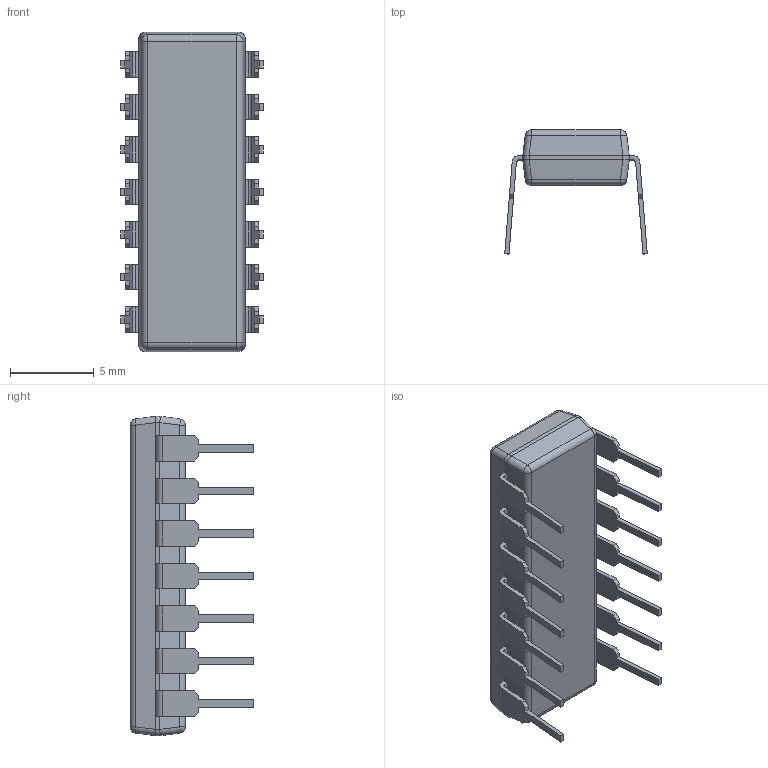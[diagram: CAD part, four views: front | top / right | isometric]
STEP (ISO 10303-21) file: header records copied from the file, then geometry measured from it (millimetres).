
FILE_DESCRIPTION((''),'2;1');
FILE_NAME('N14A_ASM','2012-02-09T',('CKXSSC'),(''),'PRO/ENGINEER BY PARAMETRIC TECHNOLOGY CORPORATION, 2011220','PRO/ENGINEER BY PARAMETRIC TECHNOLOGY CORPORATION, 2011220','');
FILE_SCHEMA(('AUTOMOTIVE_DESIGN_CC2 { 1 2 10303 214 -1 1 5 2 }'));
Length unit declared in the file: inch
Products named in the file (3): BODY_N14A; LEAD_N14A; N14A_ASM
Assembly tree (15 placements, depth 2):
  N14A_ASM
    BODY_N14A
    LEAD_N14A  x14
Bounding box: 8.51 x 7.39 x 19.05 mm (x, y, z)
Volume: 402.1 mm3; surface area: 590.8 mm2
Topology: 15 solids, 15 shells, 273 faces, 703 edges, 459 vertices
Faces by surface type: plane 211, cylinder 52, sphere 10
Entity records: 2609 total; most frequent: CARTESIAN_POINT 467, DIRECTION 329, ORIENTED_EDGE 310, PRESENTATION_STYLE_ASSIGNMENT 157, STYLED_ITEM 157, CURVE_STYLE 155, EDGE_CURVE 155, AXIS2_PLACEMENT_3D 119
